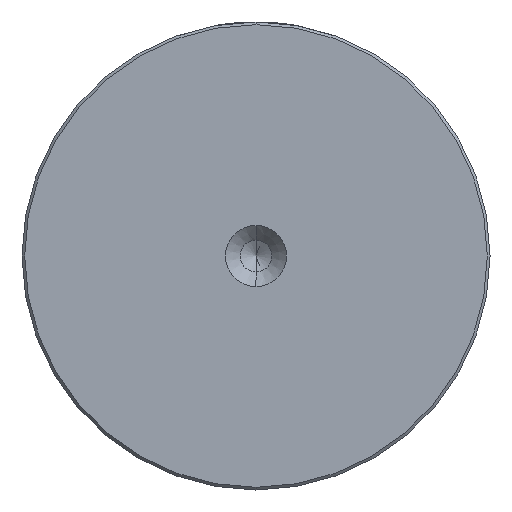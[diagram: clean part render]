
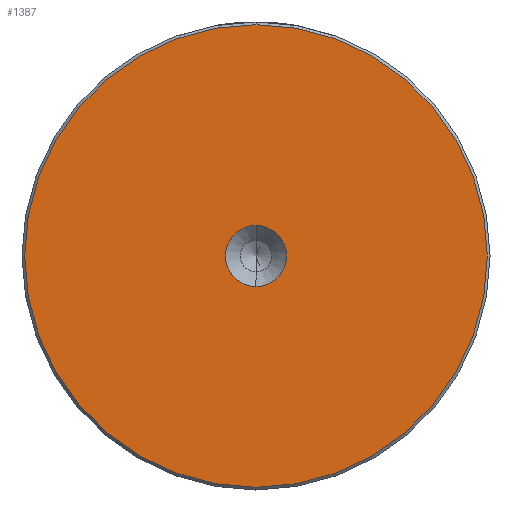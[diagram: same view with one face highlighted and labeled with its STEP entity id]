
A CAD part, left-side view. The second image highlights one B-rep face of the part: STEP entity #1387.
In plain terms, the highlighted planar face has unit normal (-1, 0, 0).
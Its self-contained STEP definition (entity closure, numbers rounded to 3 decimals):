
#29 = AXIS2_PLACEMENT_3D ( 'NONE', #2506, #2489, #2471 ) ;
#116 = CARTESIAN_POINT ( 'NONE',  ( 0., 0., 0. ) ) ;
#132 = CARTESIAN_POINT ( 'NONE',  ( 0., 0., 0. ) ) ;
#164 = VERTEX_POINT ( 'NONE', #760 ) ;
#166 = ORIENTED_EDGE ( 'NONE', *, *, #1000, .F. ) ;
#216 = DIRECTION ( 'NONE',  ( -1., 0., 0. ) ) ;
#346 = DIRECTION ( 'NONE',  ( 0., 0., 1. ) ) ;
#368 = EDGE_CURVE ( 'NONE', #164, #971, #2678, .T. ) ;
#390 = CIRCLE ( 'NONE', #29, 5.6 ) ;
#394 = VERTEX_POINT ( 'NONE', #2636 ) ;
#415 = ORIENTED_EDGE ( 'NONE', *, *, #676, .T. ) ;
#417 = VERTEX_POINT ( 'NONE', #596 ) ;
#453 = FACE_OUTER_BOUND ( 'NONE', #2702, .T. ) ;
#484 = CIRCLE ( 'NONE', #1962, 42.5 ) ;
#571 = DIRECTION ( 'NONE',  ( 0., 0., 1. ) ) ;
#583 = DIRECTION ( 'NONE',  ( -1., 0., 0. ) ) ;
#590 = ORIENTED_EDGE ( 'NONE', *, *, #1635, .F. ) ;
#596 = CARTESIAN_POINT ( 'NONE',  ( 0., 0., 5.6 ) ) ;
#600 = CARTESIAN_POINT ( 'NONE',  ( 0., 0., 0. ) ) ;
#676 = EDGE_CURVE ( 'NONE', #971, #164, #484, .T. ) ;
#760 = CARTESIAN_POINT ( 'NONE',  ( 0., 0., -42.5 ) ) ;
#821 = PLANE ( 'NONE',  #1112 ) ;
#963 = AXIS2_PLACEMENT_3D ( 'NONE', #116, #1596, #346 ) ;
#971 = VERTEX_POINT ( 'NONE', #1371 ) ;
#1000 = EDGE_CURVE ( 'NONE', #394, #417, #390, .T. ) ;
#1112 = AXIS2_PLACEMENT_3D ( 'NONE', #2703, #216, #2302 ) ;
#1371 = CARTESIAN_POINT ( 'NONE',  ( 0., 0., 42.5 ) ) ;
#1383 = FACE_BOUND ( 'NONE', #1860, .T. ) ;
#1387 = ADVANCED_FACE ( 'NONE', ( #453, #1383 ), #821, .T. ) ;
#1468 = AXIS2_PLACEMENT_3D ( 'NONE', #132, #2628, #2436 ) ;
#1596 = DIRECTION ( 'NONE',  ( -1., 0., 0. ) ) ;
#1635 = EDGE_CURVE ( 'NONE', #417, #394, #1956, .T. ) ;
#1860 = EDGE_LOOP ( 'NONE', ( #590, #166 ) ) ;
#1956 = CIRCLE ( 'NONE', #963, 5.6 ) ;
#1962 = AXIS2_PLACEMENT_3D ( 'NONE', #600, #583, #571 ) ;
#2302 = DIRECTION ( 'NONE',  ( 0., 0., 1. ) ) ;
#2358 = ORIENTED_EDGE ( 'NONE', *, *, #368, .T. ) ;
#2436 = DIRECTION ( 'NONE',  ( 0., 0., 1. ) ) ;
#2471 = DIRECTION ( 'NONE',  ( 0., 0., 1. ) ) ;
#2489 = DIRECTION ( 'NONE',  ( -1., 0., 0. ) ) ;
#2506 = CARTESIAN_POINT ( 'NONE',  ( 0., 0., 0. ) ) ;
#2628 = DIRECTION ( 'NONE',  ( -1., 0., 0. ) ) ;
#2636 = CARTESIAN_POINT ( 'NONE',  ( 0., 0., -5.6 ) ) ;
#2678 = CIRCLE ( 'NONE', #1468, 42.5 ) ;
#2702 = EDGE_LOOP ( 'NONE', ( #2358, #415 ) ) ;
#2703 = CARTESIAN_POINT ( 'NONE',  ( 0., 0., 0. ) ) ;
